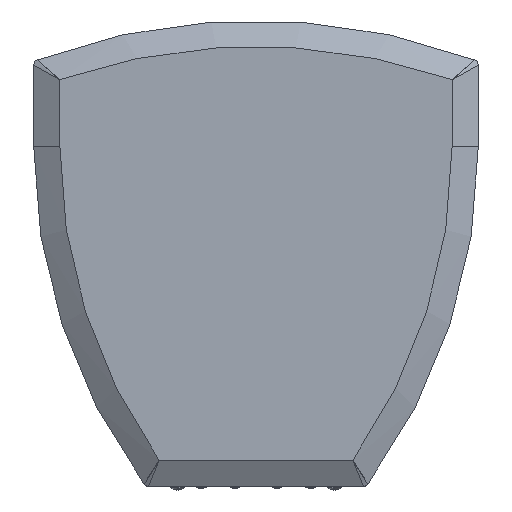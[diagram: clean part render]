
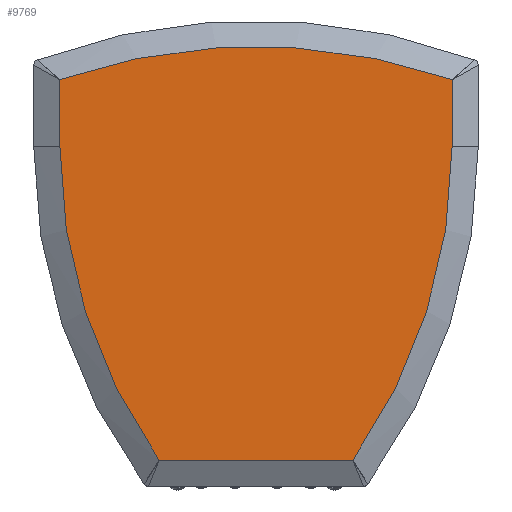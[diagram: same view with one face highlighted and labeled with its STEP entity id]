
A CAD part, front view. The second image highlights one B-rep face of the part: STEP entity #9769.
In plain terms, the highlighted planar face has unit normal (0, -1, 0).
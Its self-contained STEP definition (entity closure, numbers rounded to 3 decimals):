
#740=CIRCLE('',#10693,306.05);
#744=CIRCLE('',#10700,306.05);
#746=CIRCLE('',#10703,335.95);
#2031=FACE_OUTER_BOUND('',#2587,.T.);
#2587=EDGE_LOOP('',(#8807,#8808,#8809,#8810,#8811,#8812));
#3212=LINE('',#19013,#3821);
#3218=LINE('',#19038,#3827);
#3221=LINE('',#19056,#3830);
#3821=VECTOR('',#13071,10.);
#3827=VECTOR('',#13083,10.);
#3830=VECTOR('',#13096,10.);
#4812=VERTEX_POINT('',#19002);
#4814=VERTEX_POINT('',#19006);
#4816=VERTEX_POINT('',#19011);
#4820=VERTEX_POINT('',#19035);
#4822=VERTEX_POINT('',#19049);
#4824=VERTEX_POINT('',#19055);
#6164=EDGE_CURVE('',#4814,#4812,#740,.T.);
#6166=EDGE_CURVE('',#4814,#4816,#3212,.T.);
#6174=EDGE_CURVE('',#4820,#4812,#3218,.T.);
#6177=EDGE_CURVE('',#4822,#4820,#744,.T.);
#6180=EDGE_CURVE('',#4822,#4824,#3221,.T.);
#6181=EDGE_CURVE('',#4824,#4816,#746,.T.);
#8807=ORIENTED_EDGE('',*,*,#6180,.F.);
#8808=ORIENTED_EDGE('',*,*,#6177,.T.);
#8809=ORIENTED_EDGE('',*,*,#6174,.T.);
#8810=ORIENTED_EDGE('',*,*,#6164,.F.);
#8811=ORIENTED_EDGE('',*,*,#6166,.T.);
#8812=ORIENTED_EDGE('',*,*,#6181,.F.);
#9280=PLANE('',#10702);
#9769=ADVANCED_FACE('',(#2031),#9280,.F.);
#10693=AXIS2_PLACEMENT_3D('',#19008,#13066,#13067);
#10700=AXIS2_PLACEMENT_3D('',#19050,#13089,#13090);
#10702=AXIS2_PLACEMENT_3D('',#19054,#13094,#13095);
#10703=AXIS2_PLACEMENT_3D('',#19057,#13097,#13098);
#13066=DIRECTION('center_axis',(0.,1.,0.));
#13067=DIRECTION('ref_axis',(1.,0.,0.));
#13071=DIRECTION('',(0.,0.,1.));
#13083=DIRECTION('',(1.,0.,0.));
#13089=DIRECTION('center_axis',(0.,-1.,0.));
#13090=DIRECTION('ref_axis',(-1.,0.,0.));
#13094=DIRECTION('center_axis',(0.,1.,0.));
#13095=DIRECTION('ref_axis',(0.,0.,1.));
#13096=DIRECTION('',(0.,0.,1.));
#13097=DIRECTION('center_axis',(0.,1.,0.));
#13098=DIRECTION('ref_axis',(-0.707,0.,0.707));
#19002=CARTESIAN_POINT('',(54.462,0.,-116.271));
#19006=CARTESIAN_POINT('',(110.278,0.,60.));
#19008=CARTESIAN_POINT('Origin',(-195.772,0.,
60.));
#19011=CARTESIAN_POINT('',(110.276,0.,97.686));
#19013=CARTESIAN_POINT('',(110.278,0.,60.));
#19035=CARTESIAN_POINT('',(-54.46,-0.004,-116.267));
#19038=CARTESIAN_POINT('',(0.,0.,-116.278));
#19049=CARTESIAN_POINT('',(-110.278,0.,60.));
#19050=CARTESIAN_POINT('Origin',(195.772,0.,
60.));
#19054=CARTESIAN_POINT('Origin',(0.,0.,4.913));
#19055=CARTESIAN_POINT('',(-110.273,-0.002,97.685));
#19056=CARTESIAN_POINT('',(-110.278,0.,32.457));
#19057=CARTESIAN_POINT('Origin',(0.,0.,-219.672));
